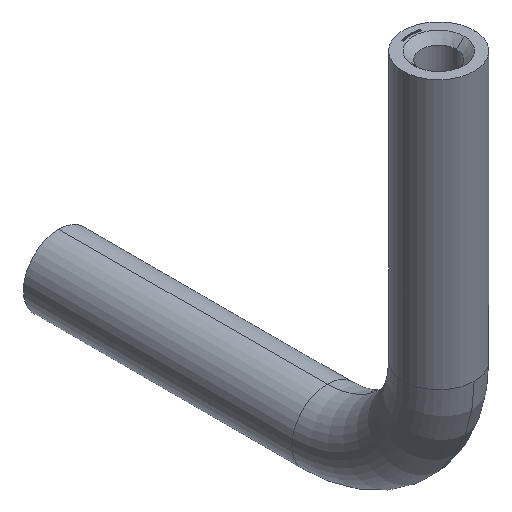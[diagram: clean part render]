
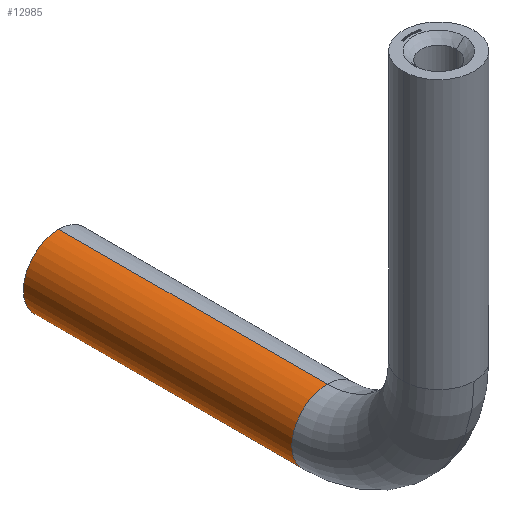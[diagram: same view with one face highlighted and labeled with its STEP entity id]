
A CAD part, isometric view. The second image highlights one B-rep face of the part: STEP entity #12985.
In plain terms, the highlighted cylindrical face has radius 7 mm (diameter 14 mm), a partial arc.
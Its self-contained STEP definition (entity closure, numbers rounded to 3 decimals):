
#317 = DIRECTION ( 'NONE',  ( 0., -1., 0. ) ) ;
#389 = VECTOR ( 'NONE', #1476, 1000. ) ;
#559 = ORIENTED_EDGE ( 'NONE', *, *, #8508, .T. ) ;
#980 = CARTESIAN_POINT ( 'NONE',  ( 0., 22., -68. ) ) ;
#1476 = DIRECTION ( 'NONE',  ( 0., 1., 0. ) ) ;
#1480 = CARTESIAN_POINT ( 'NONE',  ( 0., 22., -68. ) ) ;
#1823 = DIRECTION ( 'NONE',  ( 0., 1., 0. ) ) ;
#1869 = EDGE_CURVE ( 'NONE', #12882, #6647, #4026, .T. ) ;
#2755 = LINE ( 'NONE', #1480, #7606 ) ;
#2786 = AXIS2_PLACEMENT_3D ( 'NONE', #5281, #317, #8317 ) ;
#2903 = CIRCLE ( 'NONE', #2786, 7. ) ;
#3341 = DIRECTION ( 'NONE',  ( 1., 0., 0. ) ) ;
#3554 = CARTESIAN_POINT ( 'NONE',  ( 0., 22., -82. ) ) ;
#3870 = ORIENTED_EDGE ( 'NONE', *, *, #9978, .F. ) ;
#4026 = LINE ( 'NONE', #3554, #389 ) ;
#4329 = ORIENTED_EDGE ( 'NONE', *, *, #5628, .T. ) ;
#4356 = CARTESIAN_POINT ( 'NONE',  ( 0., 75., -75. ) ) ;
#4756 = VERTEX_POINT ( 'NONE', #7485 ) ;
#5281 = CARTESIAN_POINT ( 'NONE',  ( 0., 22., -75. ) ) ;
#5628 = EDGE_CURVE ( 'NONE', #9123, #4756, #2755, .T. ) ;
#5788 = CARTESIAN_POINT ( 'NONE',  ( 0., 22., -75. ) ) ;
#6510 = DIRECTION ( 'NONE',  ( 0., 1., 0. ) ) ;
#6647 = VERTEX_POINT ( 'NONE', #7814 ) ;
#7361 = DIRECTION ( 'NONE',  ( 0., -1., 0. ) ) ;
#7485 = CARTESIAN_POINT ( 'NONE',  ( 0., 75., -68. ) ) ;
#7606 = VECTOR ( 'NONE', #6510, 1000. ) ;
#7640 = AXIS2_PLACEMENT_3D ( 'NONE', #4356, #7361, #3341 ) ;
#7715 = CYLINDRICAL_SURFACE ( 'NONE', #10407, 7. ) ;
#7814 = CARTESIAN_POINT ( 'NONE',  ( 0., 75., -82. ) ) ;
#7818 = CARTESIAN_POINT ( 'NONE',  ( 0., 22., -82. ) ) ;
#8317 = DIRECTION ( 'NONE',  ( 1., 0., 0. ) ) ;
#8508 = EDGE_CURVE ( 'NONE', #4756, #6647, #9204, .T. ) ;
#8819 = DIRECTION ( 'NONE',  ( 0., 0., 1. ) ) ;
#9123 = VERTEX_POINT ( 'NONE', #980 ) ;
#9204 = CIRCLE ( 'NONE', #7640, 7. ) ;
#9275 = FACE_OUTER_BOUND ( 'NONE', #9924, .T. ) ;
#9421 = ORIENTED_EDGE ( 'NONE', *, *, #1869, .F. ) ;
#9924 = EDGE_LOOP ( 'NONE', ( #9421, #3870, #4329, #559 ) ) ;
#9978 = EDGE_CURVE ( 'NONE', #9123, #12882, #2903, .T. ) ;
#10407 = AXIS2_PLACEMENT_3D ( 'NONE', #5788, #1823, #8819 ) ;
#12882 = VERTEX_POINT ( 'NONE', #7818 ) ;
#12985 = ADVANCED_FACE ( 'NONE', ( #9275 ), #7715, .T. ) ;
